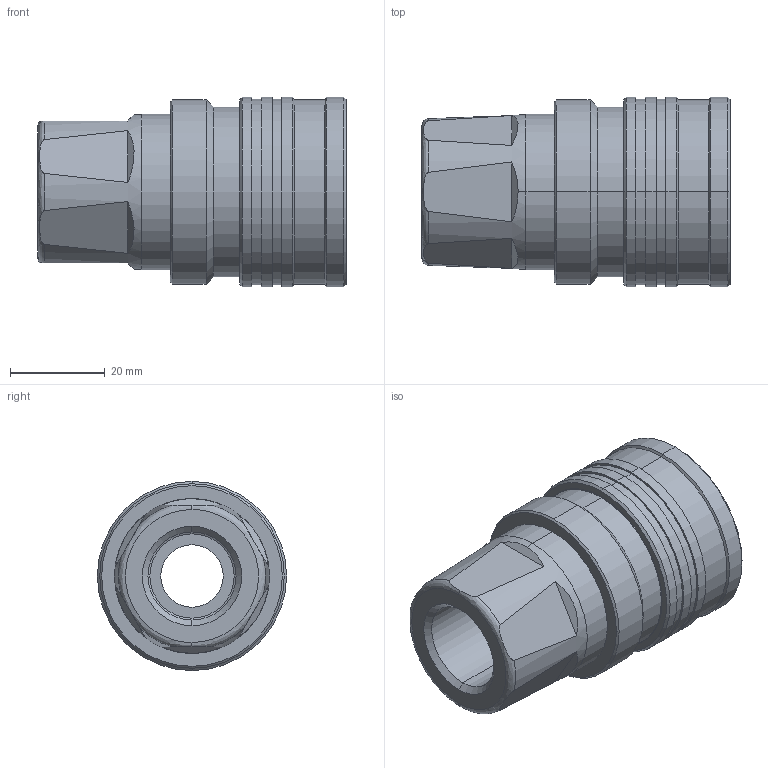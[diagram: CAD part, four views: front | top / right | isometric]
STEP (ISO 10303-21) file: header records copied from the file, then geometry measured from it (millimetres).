
FILE_DESCRIPTION (( 'STEP AP214' ), '1' );
FILE_NAME ('5010 RVUV.STEP', '2015-09-03T14:12:14', ( 'admin' ), ( 'Microsoft' ), 'SwSTEP 2.0', 'SolidWorks 2009', '' );
FILE_SCHEMA (( 'AUTOMOTIVE_DESIGN' ));
Length unit declared in the file: millimetre
Products named in the file (1): 5010 RVUV
Bounding box: 65.15 x 40 x 40 mm (x, y, z)
Volume: 44639.6 mm3; surface area: 14413.6 mm2
Topology: 1 solids, 1 shells, 97 faces, 210 edges, 126 vertices
Faces by surface type: cylinder 38, plane 25, cone 24, bspline 10
Entity records: 3371 total; most frequent: CARTESIAN_POINT 1026, DIRECTION 468, ORIENTED_EDGE 420, EDGE_CURVE 210, AXIS2_PLACEMENT_3D 200, VERTEX_POINT 126, CIRCLE 112, EDGE_LOOP 110
